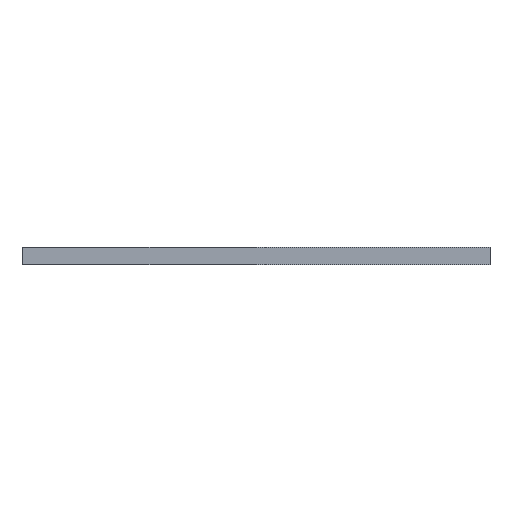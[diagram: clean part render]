
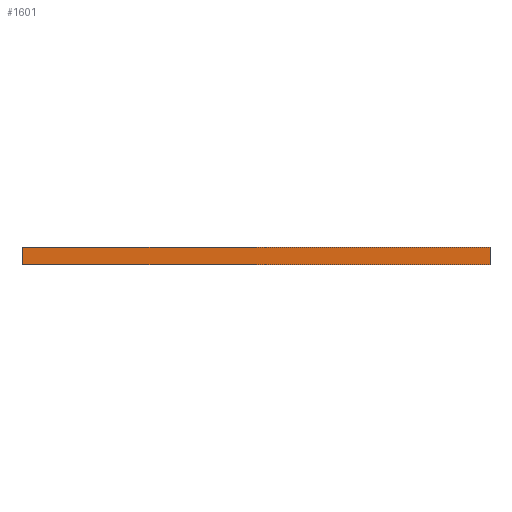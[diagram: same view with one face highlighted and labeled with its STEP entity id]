
A CAD part, left-side view. The second image highlights one B-rep face of the part: STEP entity #1601.
In plain terms, the highlighted planar face has unit normal (-1, 0, 0).
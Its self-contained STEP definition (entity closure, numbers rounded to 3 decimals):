
#44 = ORIENTED_EDGE ( 'NONE', *, *, #3318, .T. ) ;
#124 = CARTESIAN_POINT ( 'NONE',  ( -22.4, 22.875, 0.85 ) ) ;
#319 = ORIENTED_EDGE ( 'NONE', *, *, #1714, .F. ) ;
#877 = CARTESIAN_POINT ( 'NONE',  ( -22.4, -22.875, 0.85 ) ) ;
#963 = EDGE_LOOP ( 'NONE', ( #2619, #319, #44, #4370 ) ) ;
#967 = CARTESIAN_POINT ( 'NONE',  ( -22.4, -22.875, -0.85 ) ) ;
#1140 = DIRECTION ( 'NONE',  ( 0., 1., 0. ) ) ;
#1178 = DIRECTION ( 'NONE',  ( 0., 1., 0. ) ) ;
#1388 = VECTOR ( 'NONE', #1406, 1000. ) ;
#1389 = VECTOR ( 'NONE', #1140, 1000. ) ;
#1406 = DIRECTION ( 'NONE',  ( 0., 0., -1. ) ) ;
#1601 = ADVANCED_FACE ( 'NONE', ( #2091 ), #3164, .T. ) ;
#1644 = VERTEX_POINT ( 'NONE', #967 ) ;
#1714 = EDGE_CURVE ( 'NONE', #4028, #1644, #3290, .T. ) ;
#1748 = DIRECTION ( 'NONE',  ( 0., 0., 1. ) ) ;
#1778 = LINE ( 'NONE', #2348, #3823 ) ;
#2091 = FACE_OUTER_BOUND ( 'NONE', #963, .T. ) ;
#2262 = CARTESIAN_POINT ( 'NONE',  ( -22.4, -22.875, 0.85 ) ) ;
#2265 = AXIS2_PLACEMENT_3D ( 'NONE', #3918, #3857, #1748 ) ;
#2348 = CARTESIAN_POINT ( 'NONE',  ( -22.4, 22.875, 0.85 ) ) ;
#2584 = VERTEX_POINT ( 'NONE', #124 ) ;
#2619 = ORIENTED_EDGE ( 'NONE', *, *, #3606, .F. ) ;
#2879 = CARTESIAN_POINT ( 'NONE',  ( -22.4, -22.875, 0.85 ) ) ;
#2915 = VERTEX_POINT ( 'NONE', #3187 ) ;
#3164 = PLANE ( 'NONE',  #2265 ) ;
#3187 = CARTESIAN_POINT ( 'NONE',  ( -22.4, 22.875, -0.85 ) ) ;
#3290 = LINE ( 'NONE', #2879, #1388 ) ;
#3318 = EDGE_CURVE ( 'NONE', #4028, #2584, #4547, .T. ) ;
#3606 = EDGE_CURVE ( 'NONE', #1644, #2915, #4112, .T. ) ;
#3823 = VECTOR ( 'NONE', #3874, 1000. ) ;
#3857 = DIRECTION ( 'NONE',  ( -1., 0., 0. ) ) ;
#3874 = DIRECTION ( 'NONE',  ( 0., 0., -1. ) ) ;
#3918 = CARTESIAN_POINT ( 'NONE',  ( -22.4, -22.875, 0.85 ) ) ;
#4028 = VERTEX_POINT ( 'NONE', #877 ) ;
#4112 = LINE ( 'NONE', #4372, #1389 ) ;
#4318 = VECTOR ( 'NONE', #1178, 1000. ) ;
#4370 = ORIENTED_EDGE ( 'NONE', *, *, #4688, .T. ) ;
#4372 = CARTESIAN_POINT ( 'NONE',  ( -22.4, -22.875, -0.85 ) ) ;
#4547 = LINE ( 'NONE', #2262, #4318 ) ;
#4688 = EDGE_CURVE ( 'NONE', #2584, #2915, #1778, .T. ) ;
